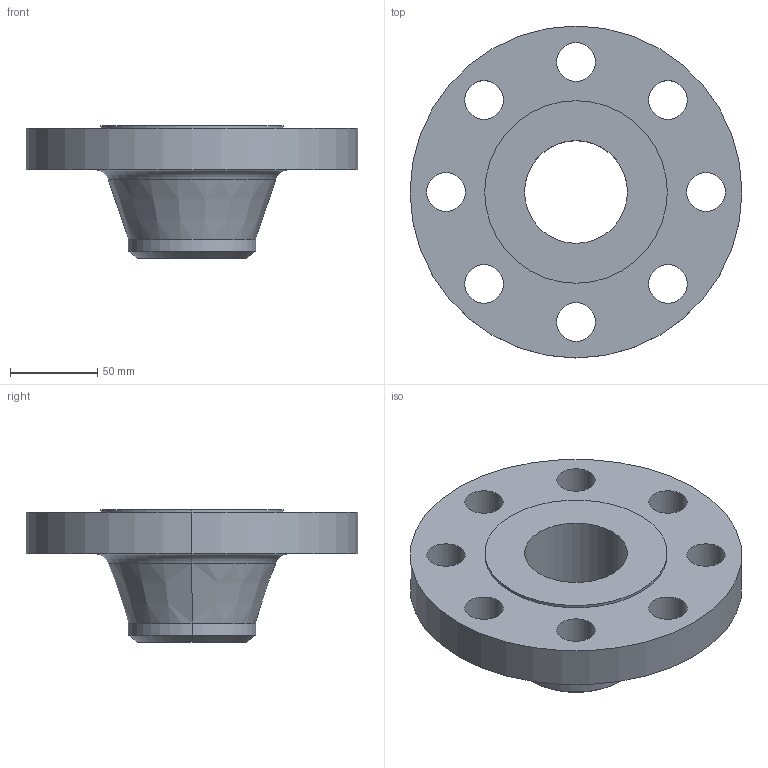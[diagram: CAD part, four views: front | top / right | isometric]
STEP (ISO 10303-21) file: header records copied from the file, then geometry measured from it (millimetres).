
FILE_DESCRIPTION (( 'STEP AP203' ), '1' );
FILE_NAME ('2-1_2_300_B165_RF_WNF_OB_XH.STEP', '2024-01-16T23:38:38', ( '' ), ( '' ), 'SwSTEP 2.0', 'SolidWorks 2023', '' );
FILE_SCHEMA (( 'CONFIG_CONTROL_DESIGN' ));
Length unit declared in the file: inch
Products named in the file (1): 2-1_2_300_B165_RF_WNF_OB_XH
Bounding box: 190.5 x 190.5 x 76.2 mm (x, y, z)
Volume: 691341.4 mm3; surface area: 96692.1 mm2
Topology: 1 solids, 1 shells, 34 faces, 84 edges, 54 vertices
Faces by surface type: cylinder 24, cone 4, plane 4, torus 2
Entity records: 1151 total; most frequent: DIRECTION 210, CARTESIAN_POINT 173, ORIENTED_EDGE 168, AXIS2_PLACEMENT_3D 91, EDGE_CURVE 84, CIRCLE 56, EDGE_LOOP 54, VERTEX_POINT 54
